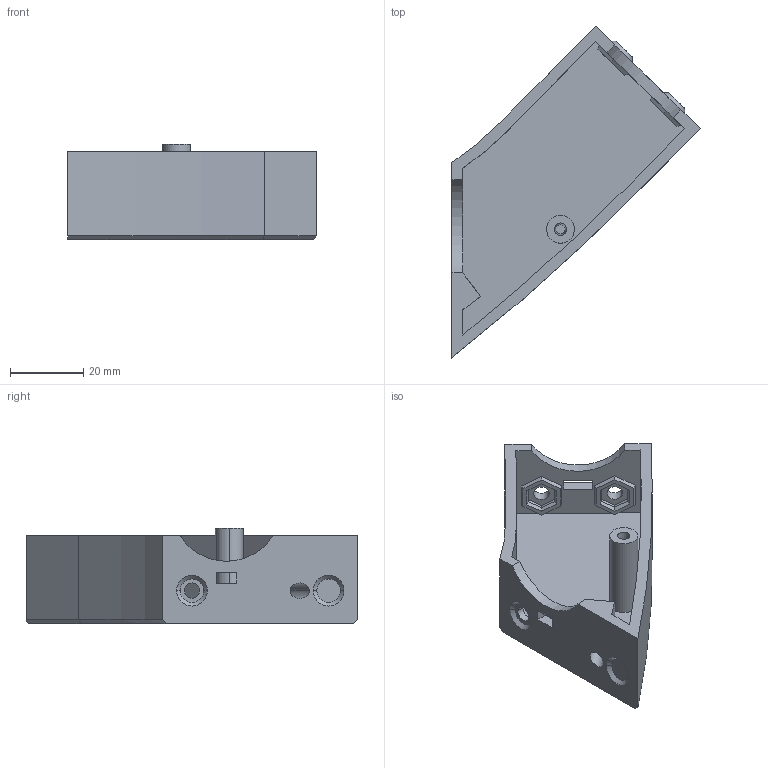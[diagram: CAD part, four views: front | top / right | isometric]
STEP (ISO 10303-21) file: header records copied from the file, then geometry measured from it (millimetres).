
FILE_DESCRIPTION (( 'STEP AP214' ), '1' );
FILE_NAME ('Wings.STEP', '2014-02-23T20:34:58', ( '' ), ( '' ), 'SwSTEP 2.0', 'SolidWorks 2011', '' );
FILE_SCHEMA (( 'AUTOMOTIVE_DESIGN' ));
Length unit declared in the file: millimetre
Products named in the file (1): Wings
Bounding box: 67.71 x 90.53 x 26 mm (x, y, z)
Volume: 23379.9 mm3; surface area: 16601.5 mm2
Topology: 1 solids, 1 shells, 103 faces, 264 edges, 171 vertices
Faces by surface type: plane 75, cylinder 14, cone 11, bspline 3
Entity records: 3233 total; most frequent: CARTESIAN_POINT 660, ORIENTED_EDGE 528, DIRECTION 503, EDGE_CURVE 264, LINE 207, VECTOR 207, VERTEX_POINT 171, AXIS2_PLACEMENT_3D 148
